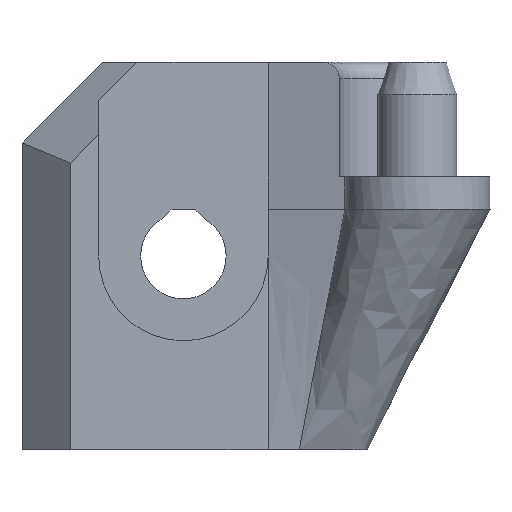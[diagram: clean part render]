
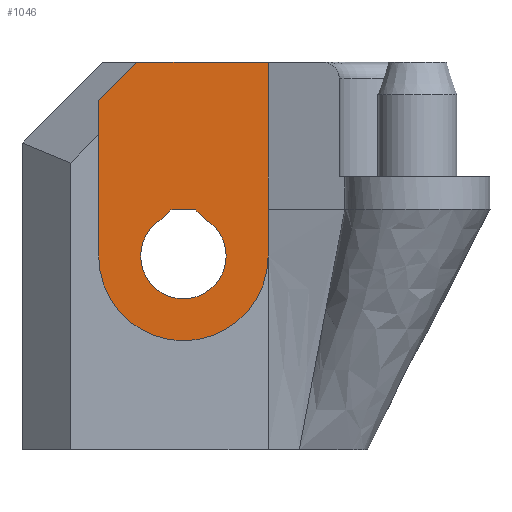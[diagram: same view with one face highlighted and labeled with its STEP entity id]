
A CAD part, left-side view. The second image highlights one B-rep face of the part: STEP entity #1046.
In plain terms, the highlighted planar face has unit normal (-1, 0, 0).
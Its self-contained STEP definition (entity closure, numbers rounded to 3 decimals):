
#19=FACE_BOUND('',#187,.T.);
#70=PLANE('',#1140);
#122=FACE_OUTER_BOUND('',#186,.T.);
#186=EDGE_LOOP('',(#896,#897,#898,#899,#900));
#187=EDGE_LOOP('',(#901,#902,#903,#904));
#242=LINE('',#1788,#350);
#286=LINE('',#1876,#394);
#293=LINE('',#1888,#401);
#297=LINE('',#1900,#405);
#298=LINE('',#1903,#406);
#299=LINE('',#1905,#407);
#300=LINE('',#1907,#408);
#350=VECTOR('',#1277,10.);
#394=VECTOR('',#1347,10.);
#401=VECTOR('',#1358,10.);
#405=VECTOR('',#1372,10.);
#406=VECTOR('',#1373,10.);
#407=VECTOR('',#1374,10.);
#408=VECTOR('',#1375,10.);
#445=CIRCLE('',#1141,5.25);
#446=CIRCLE('',#1142,2.65);
#500=VERTEX_POINT('',#1785);
#501=VERTEX_POINT('',#1787);
#532=VERTEX_POINT('',#1874);
#535=VERTEX_POINT('',#1886);
#538=VERTEX_POINT('',#1898);
#539=VERTEX_POINT('',#1901);
#540=VERTEX_POINT('',#1902);
#541=VERTEX_POINT('',#1904);
#542=VERTEX_POINT('',#1906);
#613=EDGE_CURVE('',#500,#501,#242,.T.);
#658=EDGE_CURVE('',#532,#500,#286,.T.);
#665=EDGE_CURVE('',#532,#535,#293,.T.);
#670=EDGE_CURVE('',#535,#538,#445,.T.);
#671=EDGE_CURVE('',#538,#501,#297,.T.);
#672=EDGE_CURVE('',#539,#540,#298,.T.);
#673=EDGE_CURVE('',#541,#539,#299,.T.);
#674=EDGE_CURVE('',#542,#541,#300,.T.);
#675=EDGE_CURVE('',#540,#542,#446,.T.);
#896=ORIENTED_EDGE('',*,*,#658,.F.);
#897=ORIENTED_EDGE('',*,*,#665,.T.);
#898=ORIENTED_EDGE('',*,*,#670,.T.);
#899=ORIENTED_EDGE('',*,*,#671,.T.);
#900=ORIENTED_EDGE('',*,*,#613,.F.);
#901=ORIENTED_EDGE('',*,*,#672,.F.);
#902=ORIENTED_EDGE('',*,*,#673,.F.);
#903=ORIENTED_EDGE('',*,*,#674,.F.);
#904=ORIENTED_EDGE('',*,*,#675,.F.);
#1046=ADVANCED_FACE('',(#122,#19),#70,.F.);
#1140=AXIS2_PLACEMENT_3D('',#1897,#1368,#1369);
#1141=AXIS2_PLACEMENT_3D('',#1899,#1370,#1371);
#1142=AXIS2_PLACEMENT_3D('',#1908,#1376,#1377);
#1277=DIRECTION('',(0.,-1.,0.));
#1347=DIRECTION('',(0.,-0.707,0.707));
#1358=DIRECTION('',(0.,0.,-1.));
#1368=DIRECTION('center_axis',(1.,0.,0.));
#1369=DIRECTION('ref_axis',(0.,0.,-1.));
#1370=DIRECTION('center_axis',(-1.,0.,0.));
#1371=DIRECTION('ref_axis',(0.,-1.,0.));
#1372=DIRECTION('',(0.,0.,1.));
#1373=DIRECTION('',(0.,0.707,-0.707));
#1374=DIRECTION('',(0.,1.,0.));
#1375=DIRECTION('',(0.,0.707,0.707));
#1376=DIRECTION('center_axis',(-1.,0.,0.));
#1377=DIRECTION('ref_axis',(0.,-1.,0.));
#1785=CARTESIAN_POINT('',(3.,17.379,7.));
#1787=CARTESIAN_POINT('',(3.,9.25,7.));
#1788=CARTESIAN_POINT('',(3.,13.01,7.));
#1874=CARTESIAN_POINT('',(3.,19.75,4.629));
#1876=CARTESIAN_POINT('',(3.,19.564,4.814));
#1886=CARTESIAN_POINT('',(3.,19.75,-5.));
#1888=CARTESIAN_POINT('',(3.,19.75,-3.313));
#1897=CARTESIAN_POINT('Origin',(3.,14.5,-1.625));
#1898=CARTESIAN_POINT('',(3.,9.25,-5.));
#1899=CARTESIAN_POINT('Origin',(3.,14.5,-5.));
#1900=CARTESIAN_POINT('',(3.,9.25,2.688));
#1901=CARTESIAN_POINT('',(3.,15.269,-2.149));
#1902=CARTESIAN_POINT('',(3.,15.825,-2.705));
#1903=CARTESIAN_POINT('',(3.,15.224,-2.104));
#1904=CARTESIAN_POINT('',(3.,13.731,-2.149));
#1905=CARTESIAN_POINT('',(3.,14.884,-2.149));
#1906=CARTESIAN_POINT('',(3.,13.175,-2.705));
#1907=CARTESIAN_POINT('',(3.,14.054,-1.826));
#1908=CARTESIAN_POINT('Origin',(3.,14.5,-5.));
